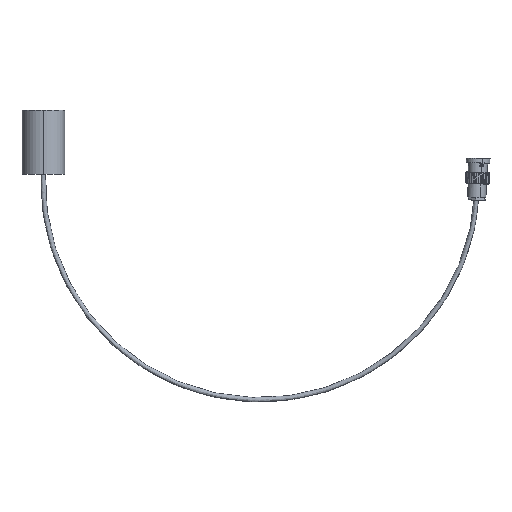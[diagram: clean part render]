
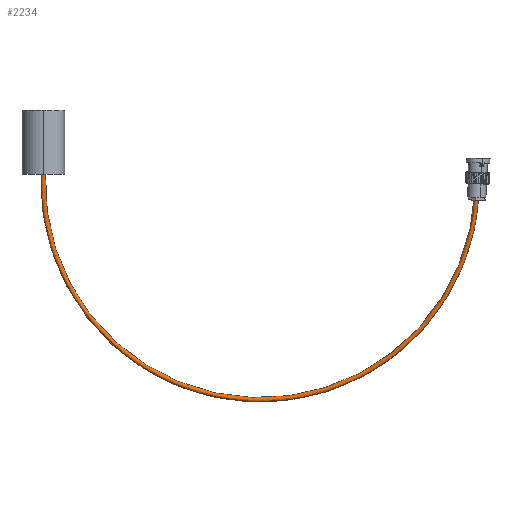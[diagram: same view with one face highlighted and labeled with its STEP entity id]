
A CAD part, top view. The second image highlights one B-rep face of the part: STEP entity #2234.
In plain terms, the highlighted free-form (B-spline) face has degree [3, 3] with [4, 4] control points.
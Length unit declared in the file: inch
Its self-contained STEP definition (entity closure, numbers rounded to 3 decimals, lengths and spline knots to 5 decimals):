
#1096 = FACE_OUTER_BOUND ( 'NONE', #9802, .T. ) ;
#1222 = AXIS2_PLACEMENT_3D ( 'NONE', #7463, #7462, #7461 ) ;
#1851 = CARTESIAN_POINT ( 'NONE',  ( 0., 0., 0.05 ) ) ;
#1853 = CARTESIAN_POINT ( 'NONE',  ( 10.21184, -0.39925, 0. ) ) ;
#1863 = CARTESIAN_POINT ( 'NONE',  ( 10.11192, -0.39535, 0. ) ) ;
#1867 = CARTESIAN_POINT ( 'NONE',  ( 0.04996, -0.00195, 0. ) ) ;
#2234 = ADVANCED_FACE ( 'NONE', ( #1096 ), #8591, .T. ) ;
#2907 = CARTESIAN_POINT ( 'NONE',  ( 0.04996, -0.00195, 0. ) ) ;
#3709 = ORIENTED_EDGE ( 'NONE', *, *, #4008, .T. ) ;
#3713 = ORIENTED_EDGE ( 'NONE', *, *, #4049, .F. ) ;
#3717 = ORIENTED_EDGE ( 'NONE', *, *, #3963, .T. ) ;
#3719 = ORIENTED_EDGE ( 'NONE', *, *, #4007, .T. ) ;
#3782 = ORIENTED_EDGE ( 'NONE', *, *, #4009, .T. ) ;
#3963 = EDGE_CURVE ( 'NONE', #6196, #9923, #10295, .T. ) ;
#4007 = EDGE_CURVE ( 'NONE', #9921, #6196, #8545, .T. ) ;
#4008 = EDGE_CURVE ( 'NONE', #9937, #9921, #8587, .T. ) ;
#4009 = EDGE_CURVE ( 'NONE', #9923, #9933, #8560, .T. ) ;
#4049 = EDGE_CURVE ( 'NONE', #9937, #9933, #6914, .T. ) ;
#4193 = CARTESIAN_POINT ( 'NONE',  ( 10.13124, -0.3961, 0.04004 ) ) ;
#4195 = CARTESIAN_POINT ( 'NONE',  ( 10.13675, -0.39632, 0.04371 ) ) ;
#4196 = CARTESIAN_POINT ( 'NONE',  ( 10.21184, -0.39925, 0. ) ) ;
#4200 = CARTESIAN_POINT ( 'NONE',  ( 10.12191, -0.39574, 0.03072 ) ) ;
#4203 = CARTESIAN_POINT ( 'NONE',  ( 10.14885, -0.39679, 0.04871 ) ) ;
#4204 = CARTESIAN_POINT ( 'NONE',  ( 10.1926, -0.3985, 0.03997 ) ) ;
#4205 = CARTESIAN_POINT ( 'NONE',  ( 10.18703, -0.39828, 0.04369 ) ) ;
#4209 = CARTESIAN_POINT ( 'NONE',  ( 10.19951, -0.39877, 0.03305 ) ) ;
#4212 = CARTESIAN_POINT ( 'NONE',  ( 10.21184, -0.39925, 0.00661 ) ) ;
#4214 = CARTESIAN_POINT ( 'NONE',  ( 10.11192, -0.39535, 0.00661 ) ) ;
#4215 = CARTESIAN_POINT ( 'NONE',  ( 10.20525, -0.399, 0.02504 ) ) ;
#4217 = CARTESIAN_POINT ( 'NONE',  ( 10.16843, -0.39756, 0.05 ) ) ;
#4220 = CARTESIAN_POINT ( 'NONE',  ( 10.175, -0.39781, 0.04868 ) ) ;
#4221 = CARTESIAN_POINT ( 'NONE',  ( 10.20678, -0.39906, 0.02217 ) ) ;
#4223 = CARTESIAN_POINT ( 'NONE',  ( 10.11192, -0.39535, 0. ) ) ;
#4226 = CARTESIAN_POINT ( 'NONE',  ( 10.11824, -0.3956, 0.02522 ) ) ;
#4227 = CARTESIAN_POINT ( 'NONE',  ( 10.11322, -0.3954, 0.0131 ) ) ;
#4228 = CARTESIAN_POINT ( 'NONE',  ( 10.21054, -0.3992, 0.01309 ) ) ;
#4229 = CARTESIAN_POINT ( 'NONE',  ( 10.1554, -0.39705, 0.05 ) ) ;
#4247 = CARTESIAN_POINT ( 'NONE',  ( 10.20162, -0.39886, 0.03048 ) ) ;
#5801 = CARTESIAN_POINT ( 'NONE',  ( 10.21184, -0.39925, 0. ) ) ;
#5802 = CARTESIAN_POINT ( 'NONE',  ( 9.81063, -10.66106, 0. ) ) ;
#5803 = CARTESIAN_POINT ( 'NONE',  ( -0.45117, -10.25985, 0. ) ) ;
#5804 = CARTESIAN_POINT ( 'NONE',  ( -0.04996, 0.00195, 0. ) ) ;
#5805 = CARTESIAN_POINT ( 'NONE',  ( 10.21184, -0.39925, 0.1 ) ) ;
#5806 = CARTESIAN_POINT ( 'NONE',  ( 9.81063, -10.66106, 0.1 ) ) ;
#5808 = CARTESIAN_POINT ( 'NONE',  ( -0.45117, -10.25985, 0.1 ) ) ;
#5809 = CARTESIAN_POINT ( 'NONE',  ( -0.04996, 0.00195, 0.1 ) ) ;
#5810 = CARTESIAN_POINT ( 'NONE',  ( 10.11192, -0.39535, 0.1 ) ) ;
#5811 = CARTESIAN_POINT ( 'NONE',  ( 9.71852, -10.4573, 0.1 ) ) ;
#5812 = CARTESIAN_POINT ( 'NONE',  ( -0.34343, -10.06391, 0.1 ) ) ;
#5813 = CARTESIAN_POINT ( 'NONE',  ( 0.04996, -0.00195, 0.1 ) ) ;
#5814 = CARTESIAN_POINT ( 'NONE',  ( 10.11192, -0.39535, 0. ) ) ;
#5815 = CARTESIAN_POINT ( 'NONE',  ( 9.71852, -10.4573, 0. ) ) ;
#5817 = CARTESIAN_POINT ( 'NONE',  ( -0.34343, -10.06391, 0. ) ) ;
#6196 = VERTEX_POINT ( 'NONE', #9244 ) ;
#6565 = AXIS2_PLACEMENT_3D ( 'NONE', #10698, #10699, #10700 ) ;
#6914 = CIRCLE ( 'NONE', #6565, 5.03482 ) ;
#7461 = DIRECTION ( 'NONE',  ( 1., 0., 0. ) ) ;
#7462 = DIRECTION ( 'NONE',  ( 0., 0., 1. ) ) ;
#7463 = CARTESIAN_POINT ( 'NONE',  ( 5.08094, -0.19865, 0. ) ) ;
#8545 = B_SPLINE_CURVE_WITH_KNOTS ( 'NONE', 3,
 ( #8864, #8884, #8871, #8863, #8861, #8860, #8859, #8857, #8856, #8854, #8853, #8851 ),
 .UNSPECIFIED., .F., .F.,
 ( 4, 2, 2, 2, 2, 4 ),
 ( -0.00198, -0.00149, -0.00124, -0.00099, -0.0005, 0. ),
 .UNSPECIFIED. ) ;
#8560 = B_SPLINE_CURVE_WITH_KNOTS ( 'NONE', 3,
 ( #4196, #4212, #4228, #4221, #4215, #4247, #4209, #4204, #4205, #4220, #4217, #4229, #4203, #4195, #4193, #4200, #4226, #4227, #4214, #4223 ),
 .UNSPECIFIED., .F., .F.,
 ( 4, 2, 2, 2, 2, 2, 2, 2, 2, 4 ),
 ( 0.00397, 0.00447, 0.00471, 0.00496, 0.00546, 0.00595, 0.00645, 0.00695, 0.00744, 0.00794 ),
 .UNSPECIFIED. ) ;
#8587 = B_SPLINE_CURVE_WITH_KNOTS ( 'NONE', 3,
 ( #8870, #8877, #8846, #8845, #8844, #8842, #8841, #8840, #8838, #8837, #8835, #8834 ),
 .UNSPECIFIED., .F., .F.,
 ( 4, 2, 2, 2, 2, 4 ),
 ( 0.00198, 0.00248, 0.00273, 0.00298, 0.00347, 0.00397 ),
 .UNSPECIFIED. ) ;
#8591 =( BOUNDED_SURFACE ( )  B_SPLINE_SURFACE ( 3, 3, ( 
 ( #2907, #5817, #5815, #5814 ),
 ( #5813, #5812, #5811, #5810 ),
 ( #5809, #5808, #5806, #5805 ),
 ( #5804, #5803, #5802, #5801 ) ),
 .UNSPECIFIED., .F., .F., .F. ) 
 B_SPLINE_SURFACE_WITH_KNOTS ( ( 4, 4 ),
 ( 4, 4 ),
 ( 0., 1. ),
 ( 0., 1. ),
 .UNSPECIFIED. ) 
 GEOMETRIC_REPRESENTATION_ITEM ( )  RATIONAL_B_SPLINE_SURFACE ( (
 ( 1., 0.333, 0.333, 1.),
 ( 0.333, 0.111, 0.111, 0.333),
 ( 0.333, 0.111, 0.111, 0.333),
 ( 1., 0.333, 0.333, 1.) ) ) 
 REPRESENTATION_ITEM ( '' )  SURFACE ( )  );
#8834 = CARTESIAN_POINT ( 'NONE',  ( 0., 0., 0.05 ) ) ;
#8835 = CARTESIAN_POINT ( 'NONE',  ( 0.0066, -0.00026, 0.05 ) ) ;
#8837 = CARTESIAN_POINT ( 'NONE',  ( 0.01315, -0.00051, 0.04867 ) ) ;
#8838 = CARTESIAN_POINT ( 'NONE',  ( 0.02517, -0.00098, 0.04368 ) ) ;
#8840 = CARTESIAN_POINT ( 'NONE',  ( 0.03074, -0.0012, 0.03995 ) ) ;
#8841 = CARTESIAN_POINT ( 'NONE',  ( 0.03764, -0.00147, 0.03304 ) ) ;
#8842 = CARTESIAN_POINT ( 'NONE',  ( 0.03975, -0.00155, 0.03046 ) ) ;
#8844 = CARTESIAN_POINT ( 'NONE',  ( 0.04337, -0.0017, 0.02503 ) ) ;
#8845 = CARTESIAN_POINT ( 'NONE',  ( 0.04491, -0.00176, 0.02216 ) ) ;
#8846 = CARTESIAN_POINT ( 'NONE',  ( 0.04866, -0.0019, 0.01308 ) ) ;
#8851 = CARTESIAN_POINT ( 'NONE',  ( -0.05004, 0., 0. ) ) ;
#8853 = CARTESIAN_POINT ( 'NONE',  ( -0.05004, 0., 0.00661 ) ) ;
#8854 = CARTESIAN_POINT ( 'NONE',  ( -0.04871, 0., 0.01317 ) ) ;
#8856 = CARTESIAN_POINT ( 'NONE',  ( -0.04371, 0., 0.02519 ) ) ;
#8857 = CARTESIAN_POINT ( 'NONE',  ( -0.03998, 0., 0.03077 ) ) ;
#8859 = CARTESIAN_POINT ( 'NONE',  ( -0.03305, 0., 0.03768 ) ) ;
#8860 = CARTESIAN_POINT ( 'NONE',  ( -0.03048, 0., 0.03979 ) ) ;
#8861 = CARTESIAN_POINT ( 'NONE',  ( -0.02504, 0., 0.04341 ) ) ;
#8863 = CARTESIAN_POINT ( 'NONE',  ( -0.02217, 0., 0.04494 ) ) ;
#8864 = CARTESIAN_POINT ( 'NONE',  ( 0., 0., 0.05 ) ) ;
#8870 = CARTESIAN_POINT ( 'NONE',  ( 0.04996, -0.00195, 0. ) ) ;
#8871 = CARTESIAN_POINT ( 'NONE',  ( -0.01309, 0., 0.0487 ) ) ;
#8877 = CARTESIAN_POINT ( 'NONE',  ( 0.04996, -0.00195, 0.0066 ) ) ;
#8884 = CARTESIAN_POINT ( 'NONE',  ( -0.00661, 0., 0.05 ) ) ;
#9244 = CARTESIAN_POINT ( 'NONE',  ( -0.05004, 0., 0. ) ) ;
#9802 = EDGE_LOOP ( 'NONE', ( #3713, #3709, #3719, #3717, #3782 ) ) ;
#9921 = VERTEX_POINT ( 'NONE', #1851 ) ;
#9923 = VERTEX_POINT ( 'NONE', #1853 ) ;
#9933 = VERTEX_POINT ( 'NONE', #1863 ) ;
#9937 = VERTEX_POINT ( 'NONE', #1867 ) ;
#10295 = CIRCLE ( 'NONE', #1222, 5.13482 ) ;
#10698 = CARTESIAN_POINT ( 'NONE',  ( 5.08094, -0.19865, 0. ) ) ;
#10699 = DIRECTION ( 'NONE',  ( 0., 0., 1. ) ) ;
#10700 = DIRECTION ( 'NONE',  ( 1., 0., 0. ) ) ;
